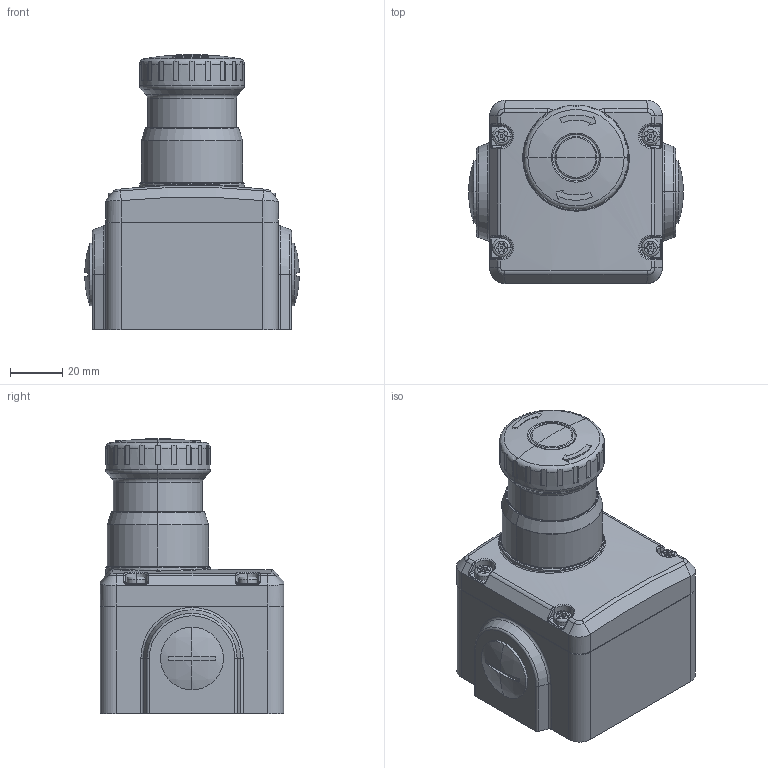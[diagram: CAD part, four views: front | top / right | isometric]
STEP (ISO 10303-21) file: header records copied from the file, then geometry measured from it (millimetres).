
FILE_DESCRIPTION (( 'STEP AP214' ), '1' );
FILE_NAME ('ES-SS-231004.step', '2016-05-23T19:01:12', ( '' ), ( '' ), 'SwSTEP 2.0', 'SolidWorks 2016', '' );
FILE_SCHEMA (( 'AUTOMOTIVE_DESIGN' ));
Length unit declared in the file: millimetre
Products named in the file (1): ES-SS-231004
Bounding box: 81.98 x 70 x 105 mm (x, y, z)
Volume: 284671.7 mm3; surface area: 50870 mm2
Topology: 10 solids, 10 shells, 678 faces, 1672 edges, 1028 vertices
Faces by surface type: cylinder 250, plane 213, bspline 106, torus 90, cone 11, sphere 8
Entity records: 25600 total; most frequent: CARTESIAN_POINT 8302, ORIENTED_EDGE 3340, DIRECTION 3330, EDGE_CURVE 1670, AXIS2_PLACEMENT_3D 1325, VERTEX_POINT 1028, CIRCLE 752, EDGE_LOOP 694
